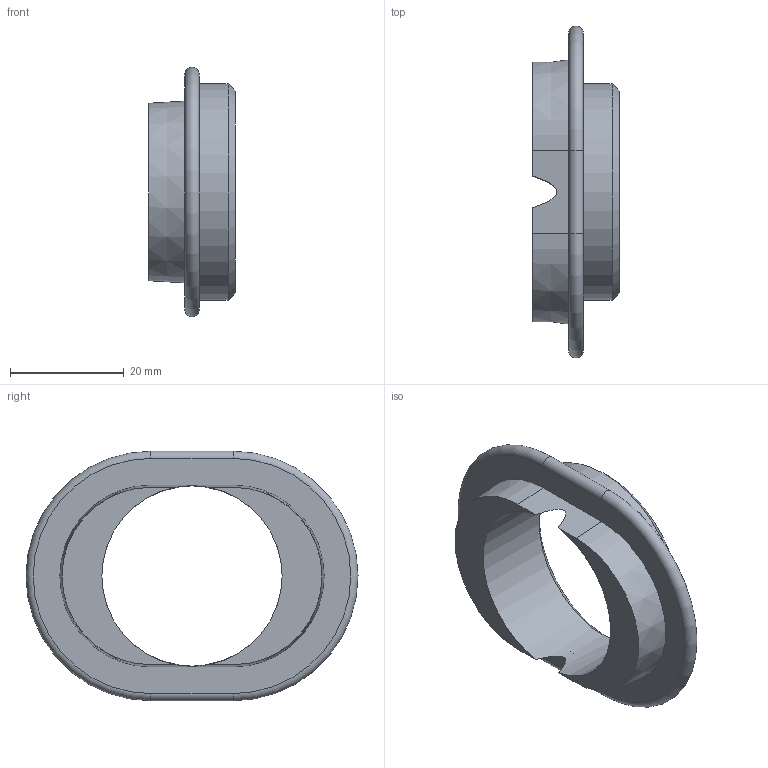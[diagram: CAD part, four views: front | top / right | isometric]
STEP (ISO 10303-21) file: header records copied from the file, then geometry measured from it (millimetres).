
FILE_DESCRIPTION( ( '' ), ' ' );
FILE_NAME( '5eac4459a92953155a812cd4.step', '2020-05-01T15:46:33', ( '' ), ( '' ), ' ', ' ', ' ' );
FILE_SCHEMA( ( 'AUTOMOTIVE_DESIGN { 1 0 10303 214 1 1 1 1 }' ) );
Length unit declared in the file: metre
Products named in the file (1): DBS12 - Flashlight Adapter
Bounding box: 15.24 x 58.47 x 43.94 mm (x, y, z)
Volume: 8264.1 mm3; surface area: 5789.9 mm2
Topology: 1 solids, 1 shells, 17 faces, 40 edges, 26 vertices
Faces by surface type: plane 7, cone 4, cylinder 4, torus 2
Full cylindrical faces by diameter (mm): 31.75 x1, 38.1 x1
Entity records: 626 total; most frequent: DIRECTION 92, CARTESIAN_POINT 78, ORIENTED_EDGE 70, AXIS2_PLACEMENT_3D 39, EDGE_CURVE 35, VERTEX_POINT 25, EDGE_LOOP 24, FACE_OUTER_BOUND 19
